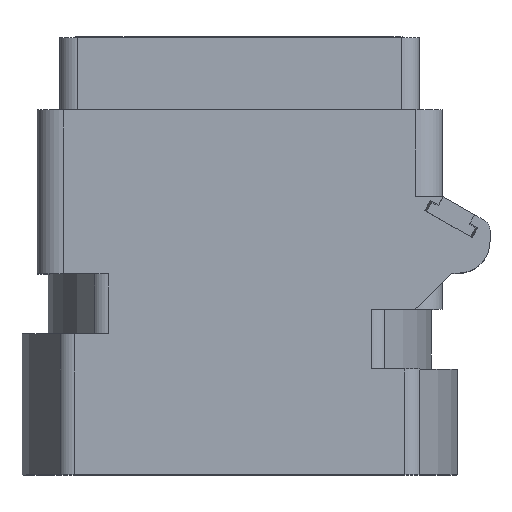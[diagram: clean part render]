
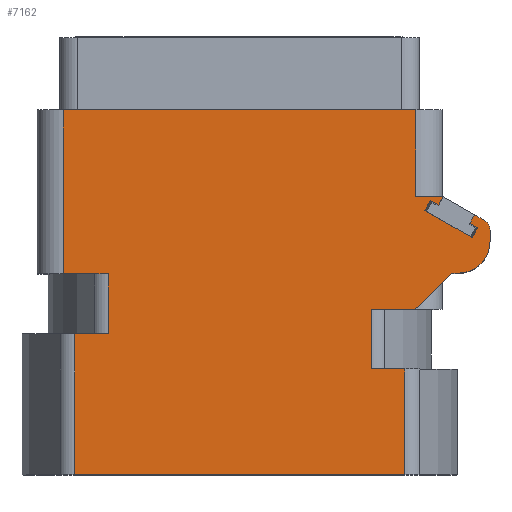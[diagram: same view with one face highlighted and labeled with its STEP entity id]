
A CAD part, top view. The second image highlights one B-rep face of the part: STEP entity #7162.
In plain terms, the highlighted planar face has unit normal (0, 0, 1).
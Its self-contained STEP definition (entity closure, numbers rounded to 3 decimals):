
#136=DIRECTION('',(0.866,-0.5,0.));
#137=VECTOR('',#136,0.525);
#138=CARTESIAN_POINT('',(10.825,15.563,7.5));
#139=LINE('',#138,#137);
#140=DIRECTION('',(0.866,-0.5,0.));
#141=VECTOR('',#140,3.1);
#142=CARTESIAN_POINT('',(10.5,15.,7.5));
#143=LINE('',#142,#141);
#144=DIRECTION('',(0.866,-0.5,0.));
#145=VECTOR('',#144,0.525);
#146=CARTESIAN_POINT('',(13.055,14.275,7.5));
#147=LINE('',#146,#145);
#148=DIRECTION('',(0.5,0.866,0.));
#149=VECTOR('',#148,0.55);
#150=CARTESIAN_POINT('',(13.055,14.275,7.5));
#151=LINE('',#150,#149);
#152=DIRECTION('',(0.866,-0.5,0.));
#153=VECTOR('',#152,0.629);
#154=CARTESIAN_POINT('',(13.33,14.752,7.5));
#155=LINE('',#154,#153);
#156=CARTESIAN_POINT('',(13.55,13.874,7.5));
#157=DIRECTION('',(0.,0.,1.));
#158=DIRECTION('',(1.,0.,0.));
#159=AXIS2_PLACEMENT_3D('',#156,#157,#158);
#161=DIRECTION('',(0.,-1.,0.));
#162=VECTOR('',#161,0.637);
#163=CARTESIAN_POINT('',(14.2,13.874,7.5));
#164=LINE('',#163,#162);
#165=CARTESIAN_POINT('',(12.4,13.237,7.5));
#166=DIRECTION('',(0.,0.,1.));
#167=DIRECTION('',(0.,-1.,0.));
#168=AXIS2_PLACEMENT_3D('',#165,#166,#167);
#170=DIRECTION('',(-1.,0.,0.));
#171=VECTOR('',#170,0.368);
#172=CARTESIAN_POINT('',(12.4,11.437,7.5));
#173=LINE('',#172,#171);
#174=DIRECTION('',(1.,0.,0.));
#175=VECTOR('',#174,18.731);
#176=CARTESIAN_POINT('',(-9.365,0.,7.5));
#177=LINE('',#176,#175);
#178=DIRECTION('',(-1.,0.,0.));
#179=VECTOR('',#178,20.);
#180=CARTESIAN_POINT('',(10.,20.7,7.5));
#181=LINE('',#180,#179);
#182=DIRECTION('',(0.,-1.,0.));
#183=VECTOR('',#182,4.892);
#184=CARTESIAN_POINT('',(10.,20.7,7.5));
#185=LINE('',#184,#183);
#186=DIRECTION('',(1.,0.,0.));
#187=VECTOR('',#186,1.5);
#188=CARTESIAN_POINT('',(10.,15.808,7.5));
#189=LINE('',#188,#187);
#190=DIRECTION('',(0.866,-0.5,0.));
#191=VECTOR('',#190,0.063);
#192=CARTESIAN_POINT('',(11.5,15.808,7.5));
#193=LINE('',#192,#191);
#194=DIRECTION('',(-0.5,-0.866,0.));
#195=VECTOR('',#194,0.55);
#196=CARTESIAN_POINT('',(11.555,15.777,7.5));
#197=LINE('',#196,#195);
#242=DIRECTION('',(-0.5,-0.866,0.));
#243=VECTOR('',#242,0.65);
#244=CARTESIAN_POINT('',(13.51,14.013,7.5));
#245=LINE('',#244,#243);
#254=DIRECTION('',(0.5,0.866,0.));
#255=VECTOR('',#254,0.65);
#256=CARTESIAN_POINT('',(10.5,15.,7.5));
#257=LINE('',#256,#255);
#290=DIRECTION('',(0.707,0.707,0.));
#291=VECTOR('',#290,2.874);
#292=CARTESIAN_POINT('',(10.,9.405,7.5));
#293=LINE('',#292,#291);
#353=DIRECTION('',(1.,0.,0.));
#354=VECTOR('',#353,2.533);
#355=CARTESIAN_POINT('',(7.467,9.4,7.5));
#356=LINE('',#355,#354);
#393=DIRECTION('',(-1.,0.,0.));
#394=VECTOR('',#393,1.898);
#395=CARTESIAN_POINT('',(9.365,6.,7.5));
#396=LINE('',#395,#394);
#397=DIRECTION('',(0.,1.,0.));
#398=VECTOR('',#397,3.4);
#399=CARTESIAN_POINT('',(7.467,6.,7.5));
#400=LINE('',#399,#398);
#443=DIRECTION('',(0.,1.,0.));
#444=VECTOR('',#443,6.);
#445=CARTESIAN_POINT('',(9.365,0.,7.5));
#446=LINE('',#445,#444);
#488=DIRECTION('',(-1.,0.,0.));
#489=VECTOR('',#488,1.898);
#490=CARTESIAN_POINT('',(-7.467,8.,7.5));
#491=LINE('',#490,#489);
#528=DIRECTION('',(1.,0.,0.));
#529=VECTOR('',#528,2.533);
#530=CARTESIAN_POINT('',(-10.,11.4,7.5));
#531=LINE('',#530,#529);
#532=DIRECTION('',(0.,-1.,0.));
#533=VECTOR('',#532,3.4);
#534=CARTESIAN_POINT('',(-7.467,11.4,7.5));
#535=LINE('',#534,#533);
#622=DIRECTION('',(0.,-1.,0.));
#623=VECTOR('',#622,9.3);
#624=CARTESIAN_POINT('',(-10.,20.7,7.5));
#625=LINE('',#624,#623);
#5232=DIRECTION('',(0.,-1.,0.));
#5233=VECTOR('',#5232,8.);
#5234=CARTESIAN_POINT('',(-9.365,8.,7.5));
#5235=LINE('',#5234,#5233);
#5250=DIRECTION('',(0.,1.,0.));
#5251=VECTOR('',#5250,0.005);
#5252=CARTESIAN_POINT('',(10.,9.4,7.5));
#5253=LINE('',#5252,#5251);
#5333=CARTESIAN_POINT('',(14.2,13.874,7.5));
#5334=CARTESIAN_POINT('',(13.875,14.437,7.5));
#5335=VERTEX_POINT('',#5333);
#5336=VERTEX_POINT('',#5334);
#5341=CARTESIAN_POINT('',(13.33,14.752,7.5));
#5342=VERTEX_POINT('',#5341);
#5349=CARTESIAN_POINT('',(-10.,20.7,7.5));
#5350=CARTESIAN_POINT('',(-10.,11.4,7.5));
#5351=VERTEX_POINT('',#5349);
#5352=VERTEX_POINT('',#5350);
#5365=CARTESIAN_POINT('',(10.,9.4,7.5));
#5366=CARTESIAN_POINT('',(10.,9.405,7.5));
#5367=VERTEX_POINT('',#5365);
#5368=VERTEX_POINT('',#5366);
#5381=CARTESIAN_POINT('',(12.032,11.437,7.5));
#5382=VERTEX_POINT('',#5381);
#5385=CARTESIAN_POINT('',(7.467,6.,7.5));
#5386=CARTESIAN_POINT('',(7.467,9.4,7.5));
#5387=VERTEX_POINT('',#5385);
#5388=VERTEX_POINT('',#5386);
#5393=CARTESIAN_POINT('',(9.365,0.,7.5));
#5394=CARTESIAN_POINT('',(9.365,6.,7.5));
#5395=VERTEX_POINT('',#5393);
#5396=VERTEX_POINT('',#5394);
#5417=CARTESIAN_POINT('',(-9.365,8.,7.5));
#5418=CARTESIAN_POINT('',(-9.365,0.,7.5));
#5419=VERTEX_POINT('',#5417);
#5420=VERTEX_POINT('',#5418);
#5425=CARTESIAN_POINT('',(-7.467,11.4,7.5));
#5426=CARTESIAN_POINT('',(-7.467,8.,7.5));
#5427=VERTEX_POINT('',#5425);
#5428=VERTEX_POINT('',#5426);
#5455=CARTESIAN_POINT('',(10.,15.808,7.5));
#5456=CARTESIAN_POINT('',(11.5,15.808,7.5));
#5457=VERTEX_POINT('',#5455);
#5458=VERTEX_POINT('',#5456);
#5459=CARTESIAN_POINT('',(10.,20.7,7.5));
#5460=VERTEX_POINT('',#5459);
#5557=CARTESIAN_POINT('',(12.4,11.437,7.5));
#5558=CARTESIAN_POINT('',(14.2,13.237,7.5));
#5559=VERTEX_POINT('',#5557);
#5560=VERTEX_POINT('',#5558);
#5565=CARTESIAN_POINT('',(11.555,15.777,7.5));
#5566=VERTEX_POINT('',#5565);
#5569=CARTESIAN_POINT('',(10.5,15.,7.5));
#5571=VERTEX_POINT('',#5569);
#5574=CARTESIAN_POINT('',(13.185,13.45,7.5));
#5576=VERTEX_POINT('',#5574);
#5585=CARTESIAN_POINT('',(10.825,15.563,7.5));
#5586=CARTESIAN_POINT('',(11.28,15.3,7.5));
#5587=VERTEX_POINT('',#5585);
#5588=VERTEX_POINT('',#5586);
#5589=CARTESIAN_POINT('',(13.055,14.275,7.5));
#5590=CARTESIAN_POINT('',(13.51,14.013,7.5));
#5591=VERTEX_POINT('',#5589);
#5592=VERTEX_POINT('',#5590);
#7102=CARTESIAN_POINT('',(0.,0.,7.5));
#7103=DIRECTION('',(0.,0.,1.));
#7104=DIRECTION('',(1.,0.,0.));
#7105=AXIS2_PLACEMENT_3D('',#7102,#7103,#7104);
#7106=PLANE('',#7105);
#7108=ORIENTED_EDGE('',*,*,#7107,.F.);
#7110=ORIENTED_EDGE('',*,*,#7109,.F.);
#7112=ORIENTED_EDGE('',*,*,#7111,.T.);
#7114=ORIENTED_EDGE('',*,*,#7113,.F.);
#7116=ORIENTED_EDGE('',*,*,#7115,.F.);
#7118=ORIENTED_EDGE('',*,*,#7117,.T.);
#7119=ORIENTED_EDGE('',*,*,#7030,.T.);
#7121=ORIENTED_EDGE('',*,*,#7120,.F.);
#7123=ORIENTED_EDGE('',*,*,#7122,.T.);
#7125=ORIENTED_EDGE('',*,*,#7124,.F.);
#7127=ORIENTED_EDGE('',*,*,#7126,.T.);
#7129=ORIENTED_EDGE('',*,*,#7128,.F.);
#7131=ORIENTED_EDGE('',*,*,#7130,.F.);
#7133=ORIENTED_EDGE('',*,*,#7132,.F.);
#7135=ORIENTED_EDGE('',*,*,#7134,.F.);
#7137=ORIENTED_EDGE('',*,*,#7136,.F.);
#7139=ORIENTED_EDGE('',*,*,#7138,.F.);
#7141=ORIENTED_EDGE('',*,*,#7140,.F.);
#7143=ORIENTED_EDGE('',*,*,#7142,.F.);
#7145=ORIENTED_EDGE('',*,*,#7144,.F.);
#7147=ORIENTED_EDGE('',*,*,#7146,.F.);
#7149=ORIENTED_EDGE('',*,*,#7148,.F.);
#7151=ORIENTED_EDGE('',*,*,#7150,.F.);
#7153=ORIENTED_EDGE('',*,*,#7152,.F.);
#7154=ORIENTED_EDGE('',*,*,#7092,.T.);
#7156=ORIENTED_EDGE('',*,*,#7155,.T.);
#7157=ORIENTED_EDGE('',*,*,#7038,.T.);
#7159=ORIENTED_EDGE('',*,*,#7158,.T.);
#7160=EDGE_LOOP('',(#7108,#7110,#7112,#7114,#7116,#7118,#7119,#7121,#7123,#7125,
#7127,#7129,#7131,#7133,#7135,#7137,#7139,#7141,#7143,#7145,#7147,#7149,#7151,
#7153,#7154,#7156,#7157,#7159));
#7161=FACE_OUTER_BOUND('',#7160,.F.);
#7162=ADVANCED_FACE('',(#7161),#7106,.T.);
#160=CIRCLE('',#159,0.65);
#169=CIRCLE('',#168,1.8);
#7030=EDGE_CURVE('',#5342,#5336,#155,.T.);
#7038=EDGE_CURVE('',#5458,#5566,#193,.T.);
#7092=EDGE_CURVE('',#5460,#5457,#185,.T.);
#7107=EDGE_CURVE('',#5587,#5588,#139,.T.);
#7109=EDGE_CURVE('',#5571,#5587,#257,.T.);
#7111=EDGE_CURVE('',#5571,#5576,#143,.T.);
#7113=EDGE_CURVE('',#5592,#5576,#245,.T.);
#7115=EDGE_CURVE('',#5591,#5592,#147,.T.);
#7117=EDGE_CURVE('',#5591,#5342,#151,.T.);
#7120=EDGE_CURVE('',#5335,#5336,#160,.T.);
#7122=EDGE_CURVE('',#5335,#5560,#164,.T.);
#7124=EDGE_CURVE('',#5559,#5560,#169,.T.);
#7126=EDGE_CURVE('',#5559,#5382,#173,.T.);
#7128=EDGE_CURVE('',#5368,#5382,#293,.T.);
#7130=EDGE_CURVE('',#5367,#5368,#5253,.T.);
#7132=EDGE_CURVE('',#5388,#5367,#356,.T.);
#7134=EDGE_CURVE('',#5387,#5388,#400,.T.);
#7136=EDGE_CURVE('',#5396,#5387,#396,.T.);
#7138=EDGE_CURVE('',#5395,#5396,#446,.T.);
#7140=EDGE_CURVE('',#5420,#5395,#177,.T.);
#7142=EDGE_CURVE('',#5419,#5420,#5235,.T.);
#7144=EDGE_CURVE('',#5428,#5419,#491,.T.);
#7146=EDGE_CURVE('',#5427,#5428,#535,.T.);
#7148=EDGE_CURVE('',#5352,#5427,#531,.T.);
#7150=EDGE_CURVE('',#5351,#5352,#625,.T.);
#7152=EDGE_CURVE('',#5460,#5351,#181,.T.);
#7155=EDGE_CURVE('',#5457,#5458,#189,.T.);
#7158=EDGE_CURVE('',#5566,#5588,#197,.T.);
